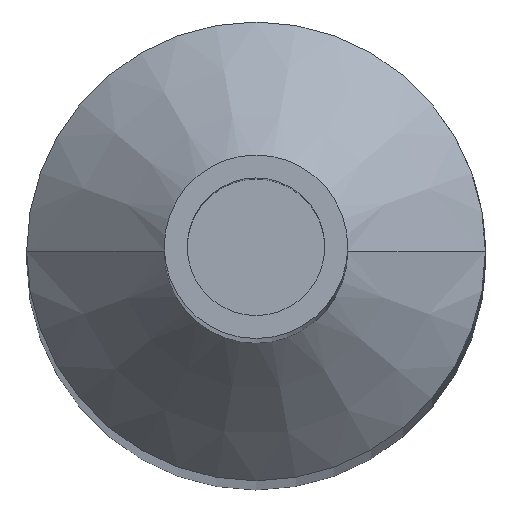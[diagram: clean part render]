
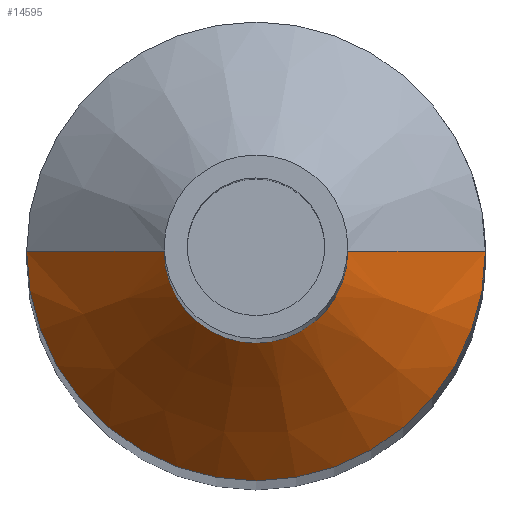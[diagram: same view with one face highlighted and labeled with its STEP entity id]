
A CAD part, top view. The second image highlights one B-rep face of the part: STEP entity #14595.
In plain terms, the highlighted conical face has half-angle 45 degrees and reference radius 2.5 mm.
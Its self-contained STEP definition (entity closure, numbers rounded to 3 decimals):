
#346 = DIRECTION ( 'NONE',  ( 0., 0., 1. ) ) ;
#387 = EDGE_CURVE ( 'Defeature ausgef�hrt1_2+Defeature ausgef�hrt1_3+Defeature ausgef�hrt1_3+Defeature ausgef�hrt1_3', #3934, #3856, #6456, .T. ) ;
#1209 = FACE_OUTER_BOUND ( 'NONE', #2513, .T. ) ;
#1352 = VERTEX_POINT ( 'NONE', #4712 ) ;
#1554 = ORIENTED_EDGE ( 'NONE', *, *, #387, .T. ) ;
#1672 = AXIS2_PLACEMENT_3D ( 'NONE', #10603, #10451, #9199 ) ;
#1770 = EDGE_CURVE ( 'NONE', #5121, #3934, #2893, .T. ) ;
#1848 = CARTESIAN_POINT ( 'NONE',  ( 2.5, 0., -29. ) ) ;
#2513 = EDGE_LOOP ( 'NONE', ( #5737, #12688, #4079, #1554 ) ) ;
#2893 = LINE ( 'NONE', #7700, #9315 ) ;
#3654 = DIRECTION ( 'NONE',  ( -1., 0., 0. ) ) ;
#3856 = VERTEX_POINT ( 'NONE', #7027 ) ;
#3934 = VERTEX_POINT ( 'NONE', #9194 ) ;
#4079 = ORIENTED_EDGE ( 'NONE', *, *, #1770, .T. ) ;
#4712 = CARTESIAN_POINT ( 'NONE',  ( 1., 0., -27.5 ) ) ;
#4856 = CIRCLE ( 'NONE', #13690, 1. ) ;
#4973 = CARTESIAN_POINT ( 'NONE',  ( -1., 0., -27.5 ) ) ;
#5121 = VERTEX_POINT ( 'NONE', #4973 ) ;
#5464 = CARTESIAN_POINT ( 'NONE',  ( 0., 0., -27.5 ) ) ;
#5737 = ORIENTED_EDGE ( 'NONE', *, *, #11818, .F. ) ;
#6024 = CARTESIAN_POINT ( 'NONE',  ( 0., 0., -29. ) ) ;
#6424 = DIRECTION ( 'NONE',  ( 1., 0., 0. ) ) ;
#6456 = CIRCLE ( 'NONE', #1672, 2.5 ) ;
#7027 = CARTESIAN_POINT ( 'NONE',  ( 2.5, 0., -29. ) ) ;
#7700 = CARTESIAN_POINT ( 'NONE',  ( -2.5, 0., -29. ) ) ;
#8227 = CONICAL_SURFACE ( 'NONE', #15287, 2.5, 0.785 ) ;
#9194 = CARTESIAN_POINT ( 'NONE',  ( -2.5, 0., -29. ) ) ;
#9199 = DIRECTION ( 'NONE',  ( 1., 0., 0. ) ) ;
#9315 = VECTOR ( 'NONE', #11334, 1000. ) ;
#10451 = DIRECTION ( 'NONE',  ( 0., 0., 1. ) ) ;
#10603 = CARTESIAN_POINT ( 'NONE',  ( 0., 0., -29. ) ) ;
#11334 = DIRECTION ( 'NONE',  ( -0.707, 0., -0.707 ) ) ;
#11818 = EDGE_CURVE ( 'NONE', #1352, #3856, #12496, .T. ) ;
#11823 = EDGE_CURVE ( 'Defeature ausgef�hrt1_1+Defeature ausgef�hrt1_2+Defeature ausgef�hrt1_2+Defeature ausgef�hrt1_2', #5121, #1352, #4856, .T. ) ;
#12166 = VECTOR ( 'NONE', #14874, 1000. ) ;
#12496 = LINE ( 'NONE', #1848, #12166 ) ;
#12688 = ORIENTED_EDGE ( 'NONE', *, *, #11823, .F. ) ;
#13690 = AXIS2_PLACEMENT_3D ( 'NONE', #5464, #346, #6424 ) ;
#14469 = DIRECTION ( 'NONE',  ( 0., 0., -1. ) ) ;
#14595 = ADVANCED_FACE ( 'Defeature ausgef�hrt1_2', ( #1209 ), #8227, .T. ) ;
#14874 = DIRECTION ( 'NONE',  ( 0.707, 0., -0.707 ) ) ;
#15287 = AXIS2_PLACEMENT_3D ( 'NONE', #6024, #14469, #3654 ) ;
